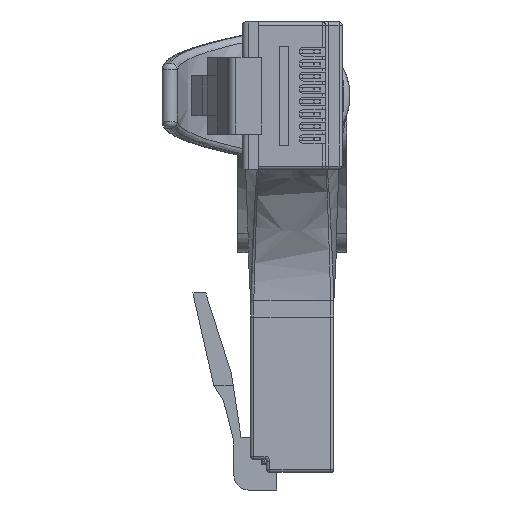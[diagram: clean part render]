
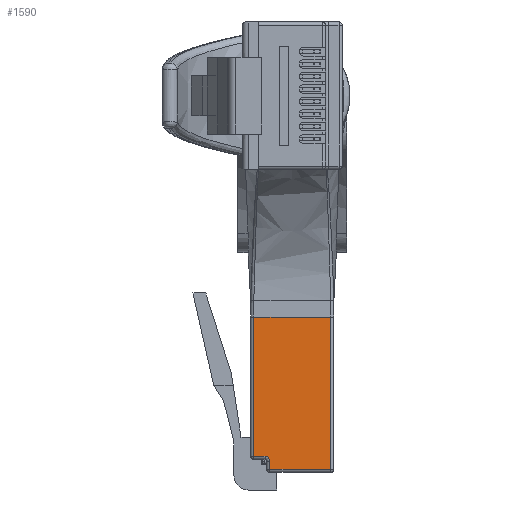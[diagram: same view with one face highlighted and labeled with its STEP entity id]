
A CAD part, left-side view. The second image highlights one B-rep face of the part: STEP entity #1590.
In plain terms, the highlighted face is planar.
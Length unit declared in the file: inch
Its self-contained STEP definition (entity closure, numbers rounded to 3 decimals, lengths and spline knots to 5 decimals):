
#1590 = ADVANCED_FACE ( 'NONE', ( #21952 ), #24278, .T. ) ;
#5828 = AXIS2_PLACEMENT_3D ( 'NONE', #6866, #6867, #6868 ) ;
#6715 = DIRECTION ( 'NONE',  ( 0., 1., 0. ) ) ;
#6719 = CARTESIAN_POINT ( 'NONE',  ( 0.23, 0.13, -0.485 ) ) ;
#6841 = CARTESIAN_POINT ( 'NONE',  ( 0.23, 0.07, -0.485 ) ) ;
#6842 = DIRECTION ( 'NONE',  ( 0., 0., 1. ) ) ;
#6856 = CARTESIAN_POINT ( 'NONE',  ( 0.23, 0.13, -0.01 ) ) ;
#6857 = DIRECTION ( 'NONE',  ( 0., -1., 0. ) ) ;
#6858 = CARTESIAN_POINT ( 'NONE',  ( 0.23, -0.12, -0.485 ) ) ;
#6859 = DIRECTION ( 'NONE',  ( 0., 0., -1. ) ) ;
#6860 = CARTESIAN_POINT ( 'NONE',  ( 0.23, 0.12, -0.485 ) ) ;
#6861 = DIRECTION ( 'NONE',  ( 0., 0., 1. ) ) ;
#6862 = CARTESIAN_POINT ( 'NONE',  ( 0.23, 0.13, -0.05 ) ) ;
#6863 = DIRECTION ( 'NONE',  ( 0., -1., 0. ) ) ;
#6866 = CARTESIAN_POINT ( 'NONE',  ( 0.23, 0.085, -0.035 ) ) ;
#6867 = DIRECTION ( 'NONE',  ( -1., 0., 0. ) ) ;
#6868 = DIRECTION ( 'NONE',  ( 0., 1., 0. ) ) ;
#7522 = LINE ( 'NONE', #6719, #7524 ) ;
#7524 = VECTOR ( 'NONE', #6715, 39.37008 ) ;
#7636 = LINE ( 'NONE', #6856, #7639 ) ;
#7638 = LINE ( 'NONE', #6858, #7641 ) ;
#7639 = VECTOR ( 'NONE', #6857, 39.37008 ) ;
#7640 = LINE ( 'NONE', #6860, #7643 ) ;
#7641 = VECTOR ( 'NONE', #6859, 39.37008 ) ;
#7642 = LINE ( 'NONE', #6862, #7645 ) ;
#7643 = VECTOR ( 'NONE', #6861, 39.37008 ) ;
#7644 = CIRCLE ( 'NONE', #5828, 0.015 ) ;
#7645 = VECTOR ( 'NONE', #6863, 39.37008 ) ;
#7646 = LINE ( 'NONE', #6841, #7648 ) ;
#7648 = VECTOR ( 'NONE', #6842, 39.37008 ) ;
#8718 = CARTESIAN_POINT ( 'NONE',  ( 0.23, -0.12, -0.485 ) ) ;
#8721 = CARTESIAN_POINT ( 'NONE',  ( 0.23, 0.12, -0.485 ) ) ;
#8769 = CARTESIAN_POINT ( 'NONE',  ( 0.23, 0.07, -0.01 ) ) ;
#8772 = CARTESIAN_POINT ( 'NONE',  ( 0.23, -0.12, -0.01 ) ) ;
#8773 = CARTESIAN_POINT ( 'NONE',  ( 0.23, 0.12, -0.05 ) ) ;
#8776 = CARTESIAN_POINT ( 'NONE',  ( 0.23, 0.085, -0.05 ) ) ;
#8777 = CARTESIAN_POINT ( 'NONE',  ( 0.23, 0.07, -0.035 ) ) ;
#17402 = EDGE_CURVE ( 'NONE', #19655, #19658, #7522, .T. ) ;
#17464 = EDGE_CURVE ( 'NONE', #19706, #19709, #7636, .T. ) ;
#17465 = EDGE_CURVE ( 'NONE', #19709, #19655, #7638, .T. ) ;
#17466 = EDGE_CURVE ( 'NONE', #19658, #19710, #7640, .T. ) ;
#17467 = EDGE_CURVE ( 'NONE', #19710, #19713, #7642, .T. ) ;
#17468 = EDGE_CURVE ( 'NONE', #19713, #19714, #7644, .T. ) ;
#17469 = EDGE_CURVE ( 'NONE', #19714, #19706, #7646, .T. ) ;
#17720 = AXIS2_PLACEMENT_3D ( 'NONE', #24274, #24280, #24281 ) ;
#18896 = ORIENTED_EDGE ( 'NONE', *, *, #17464, .T. ) ;
#18897 = ORIENTED_EDGE ( 'NONE', *, *, #17465, .T. ) ;
#18898 = ORIENTED_EDGE ( 'NONE', *, *, #17402, .T. ) ;
#18899 = ORIENTED_EDGE ( 'NONE', *, *, #17466, .T. ) ;
#18900 = ORIENTED_EDGE ( 'NONE', *, *, #17467, .T. ) ;
#18901 = ORIENTED_EDGE ( 'NONE', *, *, #17468, .T. ) ;
#18902 = ORIENTED_EDGE ( 'NONE', *, *, #17469, .T. ) ;
#19655 = VERTEX_POINT ( 'NONE', #8718 ) ;
#19658 = VERTEX_POINT ( 'NONE', #8721 ) ;
#19706 = VERTEX_POINT ( 'NONE', #8769 ) ;
#19709 = VERTEX_POINT ( 'NONE', #8772 ) ;
#19710 = VERTEX_POINT ( 'NONE', #8773 ) ;
#19713 = VERTEX_POINT ( 'NONE', #8776 ) ;
#19714 = VERTEX_POINT ( 'NONE', #8777 ) ;
#21952 = FACE_OUTER_BOUND ( 'NONE', #24607, .T. ) ;
#24274 = CARTESIAN_POINT ( 'NONE',  ( 0.23, 0.13, -0.485 ) ) ;
#24278 = PLANE ( 'NONE',  #17720 ) ;
#24280 = DIRECTION ( 'NONE',  ( 1., 0., 0. ) ) ;
#24281 = DIRECTION ( 'NONE',  ( 0., 1., 0. ) ) ;
#24607 = EDGE_LOOP ( 'NONE', ( #18896, #18897, #18898, #18899, #18900, #18901, #18902 ) ) ;
